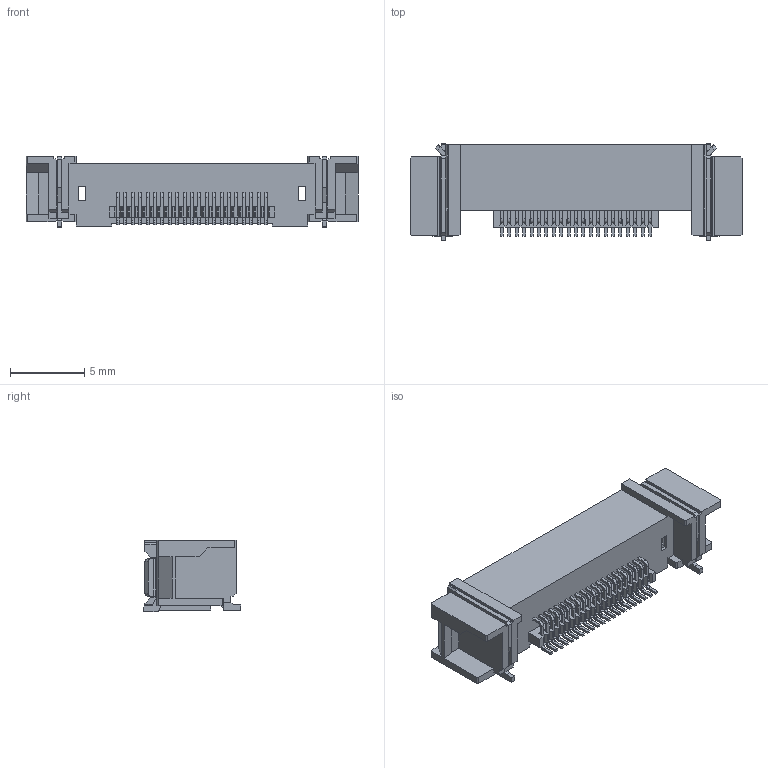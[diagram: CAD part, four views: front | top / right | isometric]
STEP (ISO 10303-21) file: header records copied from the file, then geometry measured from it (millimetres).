
FILE_DESCRIPTION(('OneSpaceDesigner STEP Export'),'2;1');
FILE_NAME('FX15M-21S-0.5SH.stp','2007-03-23T 8:10:46',(''),(''),'OneSpace Designer STEP processor (Jan. 2003) for AP214(CD)(Solid Model)','OneSpace Designer 12.00 10-Sep-2003 (C) CoCreate Software GmbH','');
FILE_SCHEMA(('AUTOMOTIVE_DESIGN_CC2 {1 2 10303 214 -1 1 5 1}'));
Length unit declared in the file: millimetre
Products named in the file (2): FX15M-21S-0.5SH
Assembly tree (1 placements, depth 2):
  FX15M-21S-0.5SH
    FX15M-21S-0.5SH
Bounding box: 22.4 x 6.55 x 4.8 mm (x, y, z)
Surface area: 862.2 mm2 (no closed solid volume)
Topology: 0 solids, 1 shells, 723 faces, 2051 edges, 1348 vertices
Faces by surface type: plane 605, cylinder 118
Entity records: 23308 total; most frequent: CARTESIAN_POINT 4138, ORIENTED_EDGE 4108, DIRECTION 3701, EDGE_CURVE 2051, VECTOR 1815, LINE 1815, VERTEX_POINT 1348, AXIS2_PLACEMENT_3D 943
